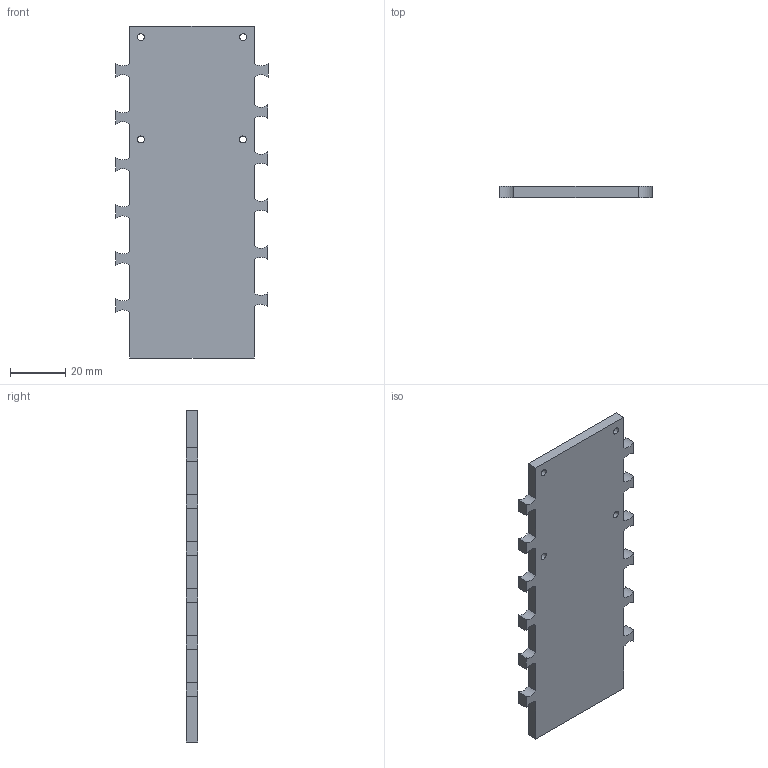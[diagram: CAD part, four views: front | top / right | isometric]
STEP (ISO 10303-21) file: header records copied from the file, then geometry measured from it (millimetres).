
FILE_DESCRIPTION(/* description */ (''),/* implementation_level */ '2;1');
FILE_NAME(/* name */ 'DeltaTopMount.stp',/* time_stamp */ '2020-01-25T13:12:56-05:00',/* author */ ('Rutvik'),/* organization */ (''),/* preprocessor_version */ 'ST-DEVELOPER v16.13',/* originating_system */ 'Autodesk Inventor 2018',/* authorisation */ '');
FILE_SCHEMA (('AUTOMOTIVE_DESIGN { 1 0 10303 214 3 1 1 }'));
Length unit declared in the file: millimetre
Products named in the file (1): DeltaTopMount
Bounding box: 55 x 4 x 120 mm (x, y, z)
Volume: 22410.4 mm3; surface area: 13169.6 mm2
Topology: 1 solids, 1 shells, 58 faces, 168 edges, 112 vertices
Faces by surface type: plane 30, cylinder 28
Full cylindrical faces by diameter (mm): 2.5 x4
Entity records: 1963 total; most frequent: DIRECTION 338, CARTESIAN_POINT 335, ORIENTED_EDGE 328, EDGE_CURVE 164, AXIS2_PLACEMENT_3D 115, VERTEX_POINT 112, LINE 108, VECTOR 108
